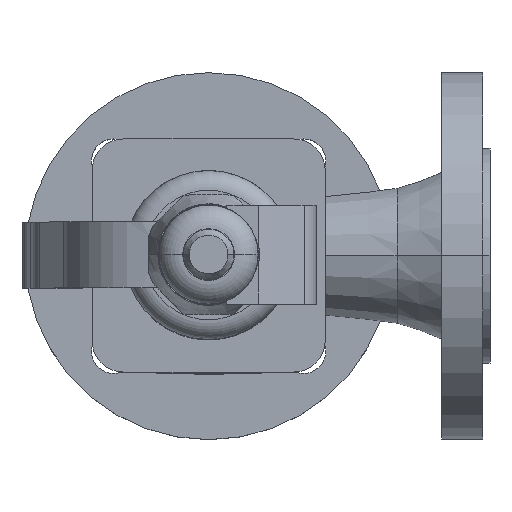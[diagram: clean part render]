
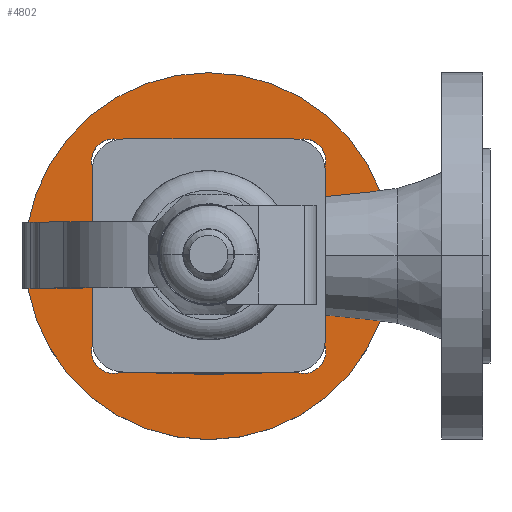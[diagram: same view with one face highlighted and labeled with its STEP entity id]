
A CAD part, top view. The second image highlights one B-rep face of the part: STEP entity #4802.
In plain terms, the highlighted planar face has unit normal (0, 0, 1).
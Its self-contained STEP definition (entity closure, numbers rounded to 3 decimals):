
#2160=CARTESIAN_POINT('',(75.,-0.,19.8));
#2161=VERTEX_POINT('',#2160);
#2168=CARTESIAN_POINT('',(-75.,0.,19.8));
#2169=VERTEX_POINT('',#2168);
#2170=CARTESIAN_POINT('',(0.,-0.,19.8));
#2171=DIRECTION('',(-0.,0.,-1.));
#2172=DIRECTION('',(-1.,0.,0.));
#2173=AXIS2_PLACEMENT_3D('',#2170,#2171,#2172);
#2174=CIRCLE('',#2173,75.);
#2175=EDGE_CURVE('',#2161,#2169,#2174,.T.);
#2191=CARTESIAN_POINT('',(-34.,-0.,19.8));
#2192=VERTEX_POINT('',#2191);
#2193=CARTESIAN_POINT('',(34.,0.,19.8));
#2194=VERTEX_POINT('',#2193);
#2195=CARTESIAN_POINT('',(0.,-0.,19.8));
#2196=DIRECTION('',(0.,0.,-1.));
#2197=DIRECTION('',(-1.,0.,0.));
#2198=AXIS2_PLACEMENT_3D('',#2195,#2196,#2197);
#2199=CIRCLE('',#2198,34.);
#2200=EDGE_CURVE('',#2192,#2194,#2199,.T.);
#4035=CARTESIAN_POINT('',(47.891,38.891,19.8));
#4036=VERTEX_POINT('',#4035);
#4037=CARTESIAN_POINT('',(29.891,38.891,19.8));
#4038=VERTEX_POINT('',#4037);
#4039=CARTESIAN_POINT('',(38.891,38.891,19.8));
#4040=DIRECTION('',(0.,0.,-1.));
#4041=DIRECTION('',(1.,0.,0.));
#4042=AXIS2_PLACEMENT_3D('',#4039,#4040,#4041);
#4043=CIRCLE('',#4042,9.);
#4044=EDGE_CURVE('',#4036,#4038,#4043,.T.);
#4088=CARTESIAN_POINT('',(47.891,-38.891,19.8));
#4089=VERTEX_POINT('',#4088);
#4096=CARTESIAN_POINT('',(29.891,-38.891,19.8));
#4097=VERTEX_POINT('',#4096);
#4098=CARTESIAN_POINT('',(38.891,-38.891,19.8));
#4099=DIRECTION('',(0.,0.,-1.));
#4100=DIRECTION('',(1.,0.,0.));
#4101=AXIS2_PLACEMENT_3D('',#4098,#4099,#4100);
#4102=CIRCLE('',#4101,9.);
#4103=EDGE_CURVE('',#4097,#4089,#4102,.T.);
#4130=CARTESIAN_POINT('',(-47.891,-38.891,19.8));
#4131=VERTEX_POINT('',#4130);
#4138=CARTESIAN_POINT('',(-29.891,-38.891,19.8));
#4139=VERTEX_POINT('',#4138);
#4140=CARTESIAN_POINT('',(-38.891,-38.891,19.8));
#4141=DIRECTION('',(0.,0.,-1.));
#4142=DIRECTION('',(1.,0.,0.));
#4143=AXIS2_PLACEMENT_3D('',#4140,#4141,#4142);
#4144=CIRCLE('',#4143,9.);
#4145=EDGE_CURVE('',#4139,#4131,#4144,.T.);
#4161=CARTESIAN_POINT('',(-29.891,38.891,19.8));
#4162=VERTEX_POINT('',#4161);
#4163=CARTESIAN_POINT('',(-47.891,38.891,19.8));
#4164=VERTEX_POINT('',#4163);
#4165=CARTESIAN_POINT('',(-38.891,38.891,19.8));
#4166=DIRECTION('',(0.,0.,-1.));
#4167=DIRECTION('',(1.,0.,0.));
#4168=AXIS2_PLACEMENT_3D('',#4165,#4166,#4167);
#4169=CIRCLE('',#4168,9.);
#4170=EDGE_CURVE('',#4162,#4164,#4169,.T.);
#4737=CARTESIAN_POINT('',(-54.5,0.,19.8));
#4738=DIRECTION('',(0.,-0.,1.));
#4739=DIRECTION('',(1.,-0.,-0.));
#4740=AXIS2_PLACEMENT_3D('',#4737,#4738,#4739);
#4741=PLANE('',#4740);
#4742=ORIENTED_EDGE('',*,*,#4170,.T.);
#4743=CARTESIAN_POINT('',(-38.891,38.891,19.8));
#4744=DIRECTION('',(0.,0.,-1.));
#4745=DIRECTION('',(1.,0.,0.));
#4746=AXIS2_PLACEMENT_3D('',#4743,#4744,#4745);
#4747=CIRCLE('',#4746,9.);
#4748=EDGE_CURVE('',#4164,#4162,#4747,.T.);
#4749=ORIENTED_EDGE('',*,*,#4748,.T.);
#4750=EDGE_LOOP('',(#4742,#4749));
#4751=FACE_BOUND('',#4750,.T.);
#4752=ORIENTED_EDGE('',*,*,#4145,.T.);
#4753=CARTESIAN_POINT('',(-38.891,-38.891,19.8));
#4754=DIRECTION('',(0.,0.,-1.));
#4755=DIRECTION('',(1.,0.,0.));
#4756=AXIS2_PLACEMENT_3D('',#4753,#4754,#4755);
#4757=CIRCLE('',#4756,9.);
#4758=EDGE_CURVE('',#4131,#4139,#4757,.T.);
#4759=ORIENTED_EDGE('',*,*,#4758,.T.);
#4760=EDGE_LOOP('',(#4752,#4759));
#4761=FACE_BOUND('',#4760,.T.);
#4762=CARTESIAN_POINT('',(38.891,-38.891,19.8));
#4763=DIRECTION('',(0.,0.,-1.));
#4764=DIRECTION('',(1.,0.,0.));
#4765=AXIS2_PLACEMENT_3D('',#4762,#4763,#4764);
#4766=CIRCLE('',#4765,9.);
#4767=EDGE_CURVE('',#4089,#4097,#4766,.T.);
#4768=ORIENTED_EDGE('',*,*,#4767,.T.);
#4769=ORIENTED_EDGE('',*,*,#4103,.T.);
#4770=EDGE_LOOP('',(#4768,#4769));
#4771=FACE_BOUND('',#4770,.T.);
#4772=ORIENTED_EDGE('',*,*,#4044,.T.);
#4773=CARTESIAN_POINT('',(38.891,38.891,19.8));
#4774=DIRECTION('',(0.,0.,-1.));
#4775=DIRECTION('',(1.,0.,0.));
#4776=AXIS2_PLACEMENT_3D('',#4773,#4774,#4775);
#4777=CIRCLE('',#4776,9.);
#4778=EDGE_CURVE('',#4038,#4036,#4777,.T.);
#4779=ORIENTED_EDGE('',*,*,#4778,.T.);
#4780=EDGE_LOOP('',(#4772,#4779));
#4781=FACE_BOUND('',#4780,.T.);
#4782=ORIENTED_EDGE('',*,*,#2200,.T.);
#4783=CARTESIAN_POINT('',(0.,-0.,19.8));
#4784=DIRECTION('',(0.,0.,-1.));
#4785=DIRECTION('',(-1.,0.,0.));
#4786=AXIS2_PLACEMENT_3D('',#4783,#4784,#4785);
#4787=CIRCLE('',#4786,34.);
#4788=EDGE_CURVE('',#2194,#2192,#4787,.T.);
#4789=ORIENTED_EDGE('',*,*,#4788,.T.);
#4790=EDGE_LOOP('',(#4782,#4789));
#4791=FACE_BOUND('',#4790,.T.);
#4792=ORIENTED_EDGE('',*,*,#2175,.F.);
#4793=CARTESIAN_POINT('',(0.,-0.,19.8));
#4794=DIRECTION('',(-0.,0.,-1.));
#4795=DIRECTION('',(-1.,0.,0.));
#4796=AXIS2_PLACEMENT_3D('',#4793,#4794,#4795);
#4797=CIRCLE('',#4796,75.);
#4798=EDGE_CURVE('',#2169,#2161,#4797,.T.);
#4799=ORIENTED_EDGE('',*,*,#4798,.F.);
#4800=EDGE_LOOP('',(#4792,#4799));
#4801=FACE_BOUND('',#4800,.T.);
#4802=ADVANCED_FACE('',(#4751,#4761,#4771,#4781,#4791,#4801),#4741,.T.);
